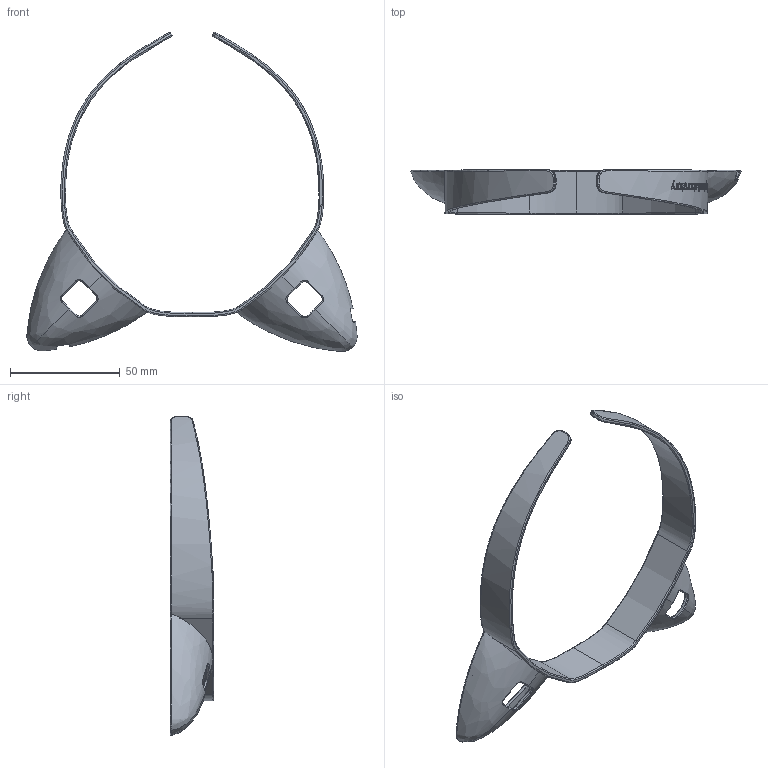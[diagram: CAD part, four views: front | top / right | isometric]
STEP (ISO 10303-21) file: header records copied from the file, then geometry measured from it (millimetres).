
FILE_DESCRIPTION(/* description */ (''),/* implementation_level */ '2;1');
FILE_NAME(/* name */ 'neco_katyusha.step',/* time_stamp */ '2023-07-12T20:44:39+09:00',/* author */ (''),/* organization */ (''),/* preprocessor_version */ 'ST-DEVELOPER v19.2',/* originating_system */ 'Autodesk Translation Framework v12.6.0.85',/* authorisation */ '');
FILE_SCHEMA (('AUTOMOTIVE_DESIGN { 1 0 10303 214 3 1 1 }'));
Length unit declared in the file: millimetre
Products named in the file (3): neco_assy; neco_mimi; neco_base
Assembly tree (3 placements, depth 2):
  neco_assy
    neco_mimi  x2
    neco_base
Bounding box: 150.78 x 20 x 145.74 mm (x, y, z)
Volume: 21164.1 mm3; surface area: 24483.5 mm2
Topology: 3 solids, 3 shells, 827 faces, 2245 edges, 1446 vertices
Faces by surface type: bspline 532, plane 145, cylinder 84, cone 36, torus 30
Full cylindrical faces by diameter (mm): 2.5 x4
Entity records: 35462 total; most frequent: CARTESIAN_POINT 21646, ORIENTED_EDGE 3732, EDGE_CURVE 1866, DIRECTION 1325, VERTEX_POINT 1215, B_SPLINE_CURVE_WITH_KNOTS 1129, EDGE_LOOP 717, FACE_OUTER_BOUND 682
